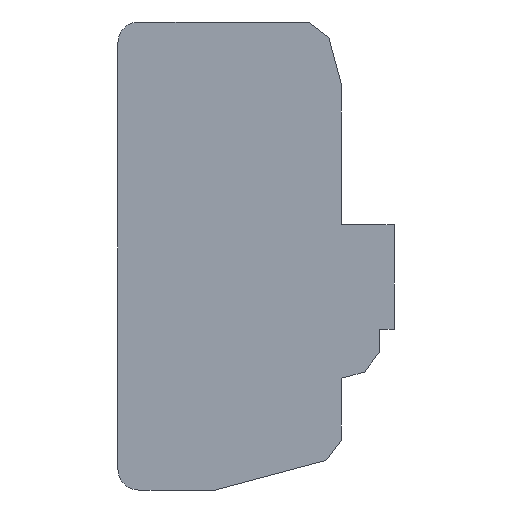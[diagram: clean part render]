
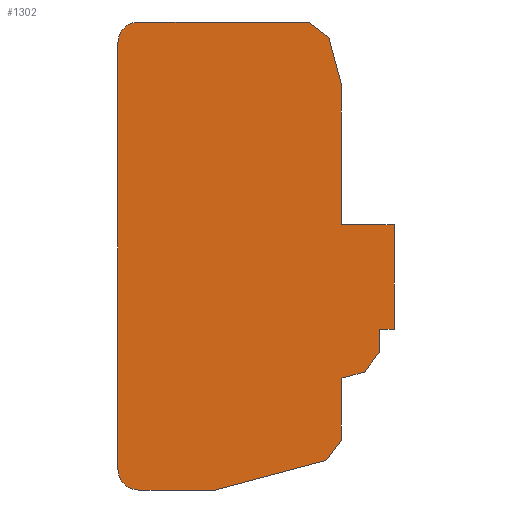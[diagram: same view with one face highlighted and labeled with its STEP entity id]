
A CAD part, left-side view. The second image highlights one B-rep face of the part: STEP entity #1302.
In plain terms, the highlighted planar face has unit normal (-1, 0, 0).
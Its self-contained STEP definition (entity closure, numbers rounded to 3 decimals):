
#747=CARTESIAN_POINT('',(-5.0,3.77,0.0));
#748=VERTEX_POINT('',#747);
#749=CARTESIAN_POINT('',(-5.0,0.0,0.0));
#750=VERTEX_POINT('',#749);
#751=CARTESIAN_POINT('',(-5.0,3.77,0.0));
#752=DIRECTION('',(0.0,-1.0,0.0));
#753=VECTOR('',#752,3.77);
#754=LINE('',#751,#753);
#755=EDGE_CURVE('',#748,#750,#754,.T.);
#787=CARTESIAN_POINT('',(-5.0,0.,-7.5));
#788=VERTEX_POINT('',#787);
#789=CARTESIAN_POINT('',(-5.,0.,0.0));
#790=DIRECTION('',(0.0,0.0,-1.0));
#791=VECTOR('',#790,7.5);
#792=LINE('',#789,#791);
#793=EDGE_CURVE('',#750,#788,#792,.T.);
#818=CARTESIAN_POINT('',(-5.0,1.02,-7.5));
#819=VERTEX_POINT('',#818);
#820=CARTESIAN_POINT('',(-5.0,0.,-7.5));
#821=DIRECTION('',(0.0,1.0,0.0));
#822=VECTOR('',#821,1.02);
#823=LINE('',#820,#822);
#824=EDGE_CURVE('',#788,#819,#823,.T.);
#849=CARTESIAN_POINT('',(-5.0,1.02,-9.112));
#850=VERTEX_POINT('',#849);
#851=CARTESIAN_POINT('',(-5.0,1.02,-7.5));
#852=DIRECTION('',(0.0,0.0,-1.0));
#853=VECTOR('',#852,1.612);
#854=LINE('',#851,#853);
#855=EDGE_CURVE('',#819,#850,#854,.T.);
#880=CARTESIAN_POINT('',(-5.0,2.132,-10.561));
#881=VERTEX_POINT('',#880);
#882=CARTESIAN_POINT('',(-5.0,1.02,-9.112));
#883=DIRECTION('',(0.0,0.609,-0.793));
#884=VECTOR('',#883,1.827);
#885=LINE('',#882,#884);
#886=EDGE_CURVE('',#850,#881,#885,.T.);
#911=CARTESIAN_POINT('',(-5.0,3.77,-11.));
#912=VERTEX_POINT('',#911);
#913=CARTESIAN_POINT('',(-5.0,2.132,-10.561));
#914=DIRECTION('',(0.0,0.966,-0.259));
#915=VECTOR('',#914,1.696);
#916=LINE('',#913,#915);
#917=EDGE_CURVE('',#881,#912,#916,.T.);
#942=CARTESIAN_POINT('',(-5.0,3.77,-15.438));
#943=VERTEX_POINT('',#942);
#944=CARTESIAN_POINT('',(-5.0,3.77,-11.));
#945=DIRECTION('',(0.0,0.0,-1.0));
#946=VECTOR('',#945,4.438);
#947=LINE('',#944,#946);
#948=EDGE_CURVE('',#912,#943,#947,.T.);
#973=CARTESIAN_POINT('',(-5.0,4.882,-16.886));
#974=VERTEX_POINT('',#973);
#975=CARTESIAN_POINT('',(-5.0,3.77,-15.438));
#976=DIRECTION('',(0.0,0.609,-0.793));
#977=VECTOR('',#976,1.826);
#978=LINE('',#975,#977);
#979=EDGE_CURVE('',#943,#974,#978,.T.);
#1004=CARTESIAN_POINT('',(-5.0,12.77,-19.));
#1005=VERTEX_POINT('',#1004);
#1006=CARTESIAN_POINT('',(-5.0,4.882,-16.886));
#1007=DIRECTION('',(0.0,0.966,-0.259));
#1008=VECTOR('',#1007,8.166);
#1009=LINE('',#1006,#1008);
#1010=EDGE_CURVE('',#974,#1005,#1009,.T.);
#1035=CARTESIAN_POINT('',(-5.0,18.269,-19.));
#1036=VERTEX_POINT('',#1035);
#1037=CARTESIAN_POINT('',(-5.0,12.77,-19.));
#1038=DIRECTION('',(0.0,1.0,0.0));
#1039=VECTOR('',#1038,5.5);
#1040=LINE('',#1037,#1039);
#1041=EDGE_CURVE('',#1005,#1036,#1040,.T.);
#1066=CARTESIAN_POINT('',(-5.0,19.77,-17.5));
#1067=VERTEX_POINT('',#1066);
#1068=CARTESIAN_POINT('',(-5.0,18.27,-17.5));
#1069=DIRECTION('',(1.0,0.,0.));
#1070=DIRECTION('',(0.,0.707,-0.707));
#1071=AXIS2_PLACEMENT_3D('',#1068,#1069,#1070);
#1072=CIRCLE('',#1071,1.5);
#1073=EDGE_CURVE('',#1036,#1067,#1072,.T.);
#1099=CARTESIAN_POINT('',(-5.,19.77,12.999));
#1100=VERTEX_POINT('',#1099);
#1101=CARTESIAN_POINT('',(-5.,19.77,-17.5));
#1102=DIRECTION('',(0.,0.,1.0));
#1103=VECTOR('',#1102,30.499);
#1104=LINE('',#1101,#1103);
#1105=EDGE_CURVE('',#1067,#1100,#1104,.T.);
#1130=CARTESIAN_POINT('',(-5.,18.27,14.5));
#1131=VERTEX_POINT('',#1130);
#1132=CARTESIAN_POINT('',(-5.,18.27,12.999));
#1133=DIRECTION('',(1.0,0.,0.));
#1134=DIRECTION('',(0.,0.707,0.707));
#1135=AXIS2_PLACEMENT_3D('',#1132,#1133,#1134);
#1136=CIRCLE('',#1135,1.5);
#1137=EDGE_CURVE('',#1100,#1131,#1136,.T.);
#1163=CARTESIAN_POINT('',(-5.,6.127,14.5));
#1164=VERTEX_POINT('',#1163);
#1165=CARTESIAN_POINT('',(-5.,18.27,14.5));
#1166=DIRECTION('',(0.0,-1.0,0.0));
#1167=VECTOR('',#1166,12.143);
#1168=LINE('',#1165,#1167);
#1169=EDGE_CURVE('',#1131,#1164,#1168,.T.);
#1199=CARTESIAN_POINT('',(-5.,4.678,13.388));
#1200=VERTEX_POINT('',#1199);
#1201=CARTESIAN_POINT('',(-5.,6.127,14.5));
#1202=DIRECTION('',(0.0,-0.793,-0.609));
#1203=VECTOR('',#1202,1.826);
#1204=LINE('',#1201,#1203);
#1205=EDGE_CURVE('',#1164,#1200,#1204,.T.);
#1230=CARTESIAN_POINT('',(-5.,3.77,10.));
#1231=VERTEX_POINT('',#1230);
#1232=CARTESIAN_POINT('',(-5.,4.678,13.388));
#1233=DIRECTION('',(0.0,-0.259,-0.966));
#1234=VECTOR('',#1233,3.508);
#1235=LINE('',#1232,#1234);
#1236=EDGE_CURVE('',#1200,#1231,#1235,.T.);
#1261=CARTESIAN_POINT('',(-5.,3.77,10.));
#1262=DIRECTION('',(0.0,0.0,-1.0));
#1263=VECTOR('',#1262,10.);
#1264=LINE('',#1261,#1263);
#1265=EDGE_CURVE('',#1231,#748,#1264,.T.);
#1278=CARTESIAN_POINT('',(-5.0,11.027,-2.112));
#1279=DIRECTION('',(-1.0,0.0,0.0));
#1280=DIRECTION('',(0.0,0.0,1.0));
#1281=AXIS2_PLACEMENT_3D('',#1278,#1279,#1280);
#1282=PLANE('',#1281);
#1283=ORIENTED_EDGE('',*,*,#755,.F.);
#1284=ORIENTED_EDGE('',*,*,#1265,.F.);
#1285=ORIENTED_EDGE('',*,*,#1236,.F.);
#1286=ORIENTED_EDGE('',*,*,#1205,.F.);
#1287=ORIENTED_EDGE('',*,*,#1169,.F.);
#1288=ORIENTED_EDGE('',*,*,#1137,.F.);
#1289=ORIENTED_EDGE('',*,*,#1105,.F.);
#1290=ORIENTED_EDGE('',*,*,#1073,.F.);
#1291=ORIENTED_EDGE('',*,*,#1041,.F.);
#1292=ORIENTED_EDGE('',*,*,#1010,.F.);
#1293=ORIENTED_EDGE('',*,*,#979,.F.);
#1294=ORIENTED_EDGE('',*,*,#948,.F.);
#1295=ORIENTED_EDGE('',*,*,#917,.F.);
#1296=ORIENTED_EDGE('',*,*,#886,.F.);
#1297=ORIENTED_EDGE('',*,*,#855,.F.);
#1298=ORIENTED_EDGE('',*,*,#824,.F.);
#1299=ORIENTED_EDGE('',*,*,#793,.F.);
#1300=EDGE_LOOP('',(#1283,#1284,#1285,#1286,#1287,#1288,#1289,#1290,#1291,#1292,#1293,#1294,#1295,#1296,#1297,#1298,#1299));
#1301=FACE_OUTER_BOUND('',#1300,.T.);
#1302=ADVANCED_FACE('',(#1301),#1282,.T.);
